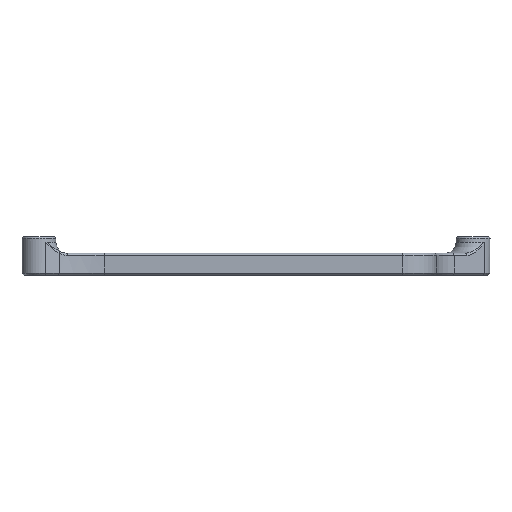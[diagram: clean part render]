
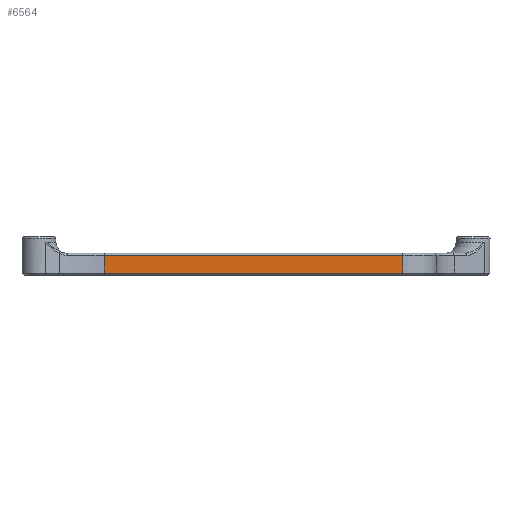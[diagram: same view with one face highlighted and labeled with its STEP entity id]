
A CAD part, left-side view. The second image highlights one B-rep face of the part: STEP entity #6564.
In plain terms, the highlighted planar face has unit normal (-1, 0, 0).
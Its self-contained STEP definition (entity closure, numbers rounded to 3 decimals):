
#251=PLANE('',#7018);
#480=LINE('',#9363,#1157);
#517=LINE('',#9500,#1194);
#518=LINE('',#9509,#1195);
#519=LINE('',#9510,#1196);
#1157=VECTOR('',#7588,10.);
#1194=VECTOR('',#7711,10.);
#1195=VECTOR('',#7716,10.);
#1196=VECTOR('',#7717,10.);
#1912=FACE_OUTER_BOUND('',#2308,.T.);
#2308=EDGE_LOOP('',(#4683,#4684,#4685,#4686));
#2940=VERTEX_POINT('',#9360);
#2941=VERTEX_POINT('',#9362);
#2980=VERTEX_POINT('',#9499);
#2982=VERTEX_POINT('',#9508);
#3574=EDGE_CURVE('',#2940,#2941,#480,.T.);
#3636=EDGE_CURVE('',#2941,#2980,#517,.T.);
#3639=EDGE_CURVE('',#2982,#2940,#518,.T.);
#3640=EDGE_CURVE('',#2980,#2982,#519,.T.);
#4683=ORIENTED_EDGE('',*,*,#3574,.F.);
#4684=ORIENTED_EDGE('',*,*,#3639,.F.);
#4685=ORIENTED_EDGE('',*,*,#3640,.F.);
#4686=ORIENTED_EDGE('',*,*,#3636,.F.);
#6564=ADVANCED_FACE('',(#1912),#251,.T.);
#7018=AXIS2_PLACEMENT_3D('',#9507,#7714,#7715);
#7588=DIRECTION('',(0.,1.,0.));
#7711=DIRECTION('',(0.,0.,1.));
#7714=DIRECTION('center_axis',(-1.,0.,0.));
#7715=DIRECTION('ref_axis',(0.,-1.,0.));
#7716=DIRECTION('',(0.,0.,-1.));
#7717=DIRECTION('',(0.,-1.,0.));
#9360=CARTESIAN_POINT('',(64.602,11.877,0.4));
#9362=CARTESIAN_POINT('',(64.602,65.485,0.4));
#9363=CARTESIAN_POINT('',(64.602,53.986,0.4));
#9499=CARTESIAN_POINT('',(64.602,65.485,3.6));
#9500=CARTESIAN_POINT('',(64.602,65.485,0.));
#9507=CARTESIAN_POINT('Origin',(64.602,69.736,0.));
#9508=CARTESIAN_POINT('',(64.602,11.877,3.6));
#9509=CARTESIAN_POINT('',(64.602,11.877,4.));
#9510=CARTESIAN_POINT('',(64.602,53.986,3.6));
